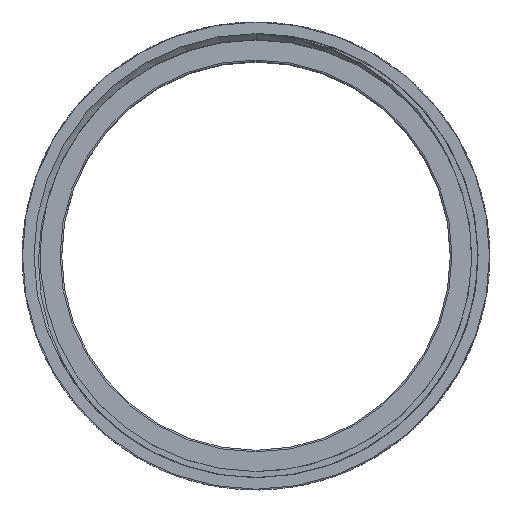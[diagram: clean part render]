
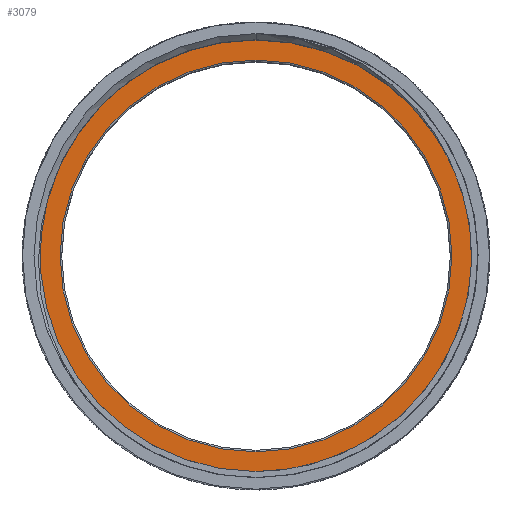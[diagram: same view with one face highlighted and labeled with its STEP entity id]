
A CAD part, top view. The second image highlights one B-rep face of the part: STEP entity #3079.
In plain terms, the highlighted planar face has unit normal (0, 0, 1).
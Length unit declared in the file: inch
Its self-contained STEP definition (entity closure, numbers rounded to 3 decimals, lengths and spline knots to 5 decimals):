
#440 = DIRECTION ( 'NONE',  ( 0., 0., -1. ) ) ;
#2041 = AXIS2_PLACEMENT_3D ( 'NONE', #7646, #15468, #15565 ) ;
#2305 = EDGE_CURVE ( 'NONE', #11412, #4829, #12042, .T. ) ;
#2612 = EDGE_LOOP ( 'NONE', ( #14487, #13485 ) ) ;
#3079 = ADVANCED_FACE ( 'NONE', ( #7425, #9253 ), #7542, .T. ) ;
#3398 = CARTESIAN_POINT ( 'NONE',  ( 0., 0.629, 0.1065 ) ) ;
#3530 = CIRCLE ( 'NONE', #15125, 0.7095 ) ;
#3774 = CARTESIAN_POINT ( 'NONE',  ( 0., -0.629, 0.1065 ) ) ;
#4605 = CIRCLE ( 'NONE', #20311, 0.629 ) ;
#4829 = VERTEX_POINT ( 'NONE', #14806 ) ;
#5121 = CARTESIAN_POINT ( 'NONE',  ( 0., 0., 0.1065 ) ) ;
#6921 = DIRECTION ( 'NONE',  ( 0., -1., 0. ) ) ;
#7425 = FACE_BOUND ( 'NONE', #2612, .T. ) ;
#7542 = PLANE ( 'NONE',  #2041 ) ;
#7646 = CARTESIAN_POINT ( 'NONE',  ( 0., 0.7145, 0.1065 ) ) ;
#7666 = CIRCLE ( 'NONE', #18937, 0.629 ) ;
#9091 = DIRECTION ( 'NONE',  ( 0., 0., 1. ) ) ;
#9209 = DIRECTION ( 'NONE',  ( 0., -1., 0. ) ) ;
#9253 = FACE_OUTER_BOUND ( 'NONE', #14354, .T. ) ;
#10037 = ORIENTED_EDGE ( 'NONE', *, *, #10475, .T. ) ;
#10475 = EDGE_CURVE ( 'NONE', #4829, #11412, #3530, .T. ) ;
#10670 = AXIS2_PLACEMENT_3D ( 'NONE', #14024, #9091, #9209 ) ;
#11412 = VERTEX_POINT ( 'NONE', #16923 ) ;
#12042 = CIRCLE ( 'NONE', #10670, 0.7095 ) ;
#13485 = ORIENTED_EDGE ( 'NONE', *, *, #20420, .T. ) ;
#14024 = CARTESIAN_POINT ( 'NONE',  ( 0., 0., 0.1065 ) ) ;
#14149 = VERTEX_POINT ( 'NONE', #3774 ) ;
#14354 = EDGE_LOOP ( 'NONE', ( #10037, #15266 ) ) ;
#14487 = ORIENTED_EDGE ( 'NONE', *, *, #20478, .T. ) ;
#14806 = CARTESIAN_POINT ( 'NONE',  ( 0., -0.7095, 0.1065 ) ) ;
#15125 = AXIS2_PLACEMENT_3D ( 'NONE', #19786, #17644, #17869 ) ;
#15266 = ORIENTED_EDGE ( 'NONE', *, *, #2305, .T. ) ;
#15468 = DIRECTION ( 'NONE',  ( 0., 0., 1. ) ) ;
#15565 = DIRECTION ( 'NONE',  ( 0., -1., 0. ) ) ;
#16438 = VERTEX_POINT ( 'NONE', #3398 ) ;
#16564 = DIRECTION ( 'NONE',  ( 0., -1., 0. ) ) ;
#16923 = CARTESIAN_POINT ( 'NONE',  ( 0., 0.7095, 0.1065 ) ) ;
#17644 = DIRECTION ( 'NONE',  ( 0., 0., 1. ) ) ;
#17869 = DIRECTION ( 'NONE',  ( 0., -1., 0. ) ) ;
#18270 = CARTESIAN_POINT ( 'NONE',  ( 0., 0., 0.1065 ) ) ;
#18476 = DIRECTION ( 'NONE',  ( 0., 0., -1. ) ) ;
#18937 = AXIS2_PLACEMENT_3D ( 'NONE', #18270, #18476, #16564 ) ;
#19786 = CARTESIAN_POINT ( 'NONE',  ( 0., 0., 0.1065 ) ) ;
#20311 = AXIS2_PLACEMENT_3D ( 'NONE', #5121, #440, #6921 ) ;
#20420 = EDGE_CURVE ( 'NONE', #16438, #14149, #4605, .T. ) ;
#20478 = EDGE_CURVE ( 'NONE', #14149, #16438, #7666, .T. ) ;
